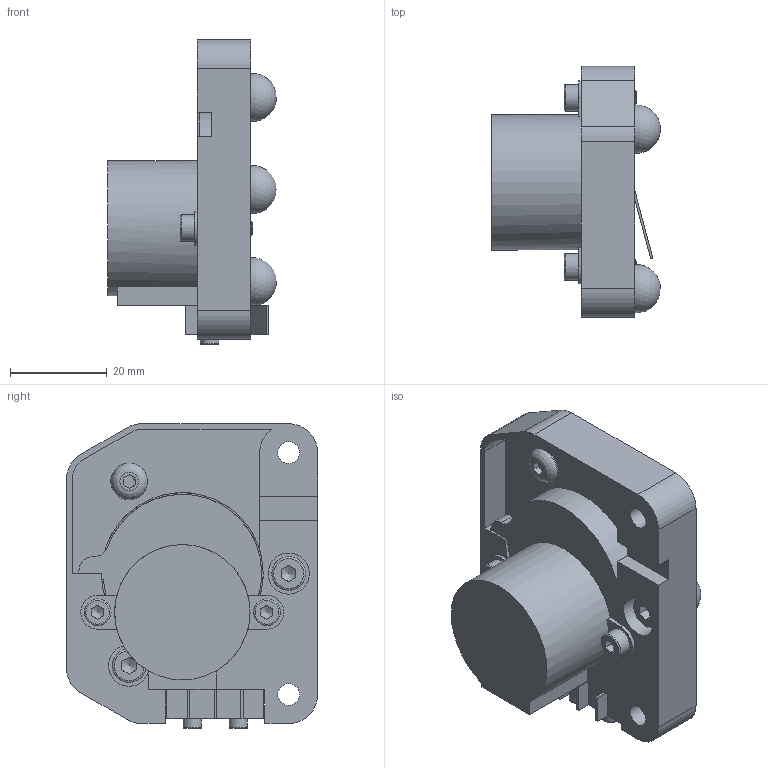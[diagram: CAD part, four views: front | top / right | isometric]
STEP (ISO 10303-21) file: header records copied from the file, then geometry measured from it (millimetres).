
FILE_DESCRIPTION(/* description */ (''),/* implementation_level */ '2;1');
FILE_NAME(/* name */ 'Toolhead Assembly.stp',/* time_stamp */ '2023-02-20T18:13:02+01:00',/* author */ ('remop'),/* organization */ ('LuEVO Project'),/* preprocessor_version */ 'ST-DEVELOPER v19.2',/* originating_system */ 'Autodesk Inventor 2023',/* authorisation */ '');
FILE_SCHEMA (('AUTOMOTIVE_DESIGN { 1 0 10303 214 3 1 1 }'));
Length unit declared in the file: millimetre
Products named in the file (11): final_Toolhead; MagToolChanger_Lockplate; MagToolChanger_HeadBase; 28BYJ-48; RefSwitch_Basic; Magnet_10mm; CouplerBall; AS 1420 - 1973 - M3 x 12; ANSI B18.3.1M - M2x0.4 x 10, FSHCSM; AS 1420 - 1973 - M4 x 8; ANSI B18.3.4M - M4 x 0.7 x 8, BHSBHCSM
Assembly tree (20 placements, depth 2):
  final_Toolhead
    MagToolChanger_Lockplate
    MagToolChanger_HeadBase
    28BYJ-48
    RefSwitch_Basic
    Magnet_10mm  x6
    CouplerBall  x3
    AS 1420 - 1973 - M3 x 12  x2
    ANSI B18.3.1M - M2x0.4 x 10, FSHCSM  x2
    AS 1420 - 1973 - M4 x 8  x2
    ANSI B18.3.4M - M4 x 0.7 x 8, BHSBHCSM
Bounding box: 34.93 x 52 x 63 mm (x, y, z)
Volume: 41145.1 mm3; surface area: 22371.3 mm2
Topology: 20 solids, 20 shells, 278 faces, 658 edges, 438 vertices
Faces by surface type: plane 158, cylinder 84, cone 19, torus 13, sphere 3, bspline 1
Full cylindrical faces by diameter (mm): 1.9 x2, 2 x2, 2.5 x2, 2.8 x2, 3 x2, 3.8 x2, 4 x5, 4.5 x5, 5 x1, 5.5 x2, 7 x2, 7.6 x1, 8.5 x2, 9 x1, 10 x10, 28 x1, 32.8 x1, 33.5 x1
Entity records: 7041 total; most frequent: CARTESIAN_POINT 1238, DIRECTION 1184, ORIENTED_EDGE 1048, EDGE_CURVE 524, AXIS2_PLACEMENT_3D 445, VERTEX_POINT 352, LINE 294, VECTOR 294
